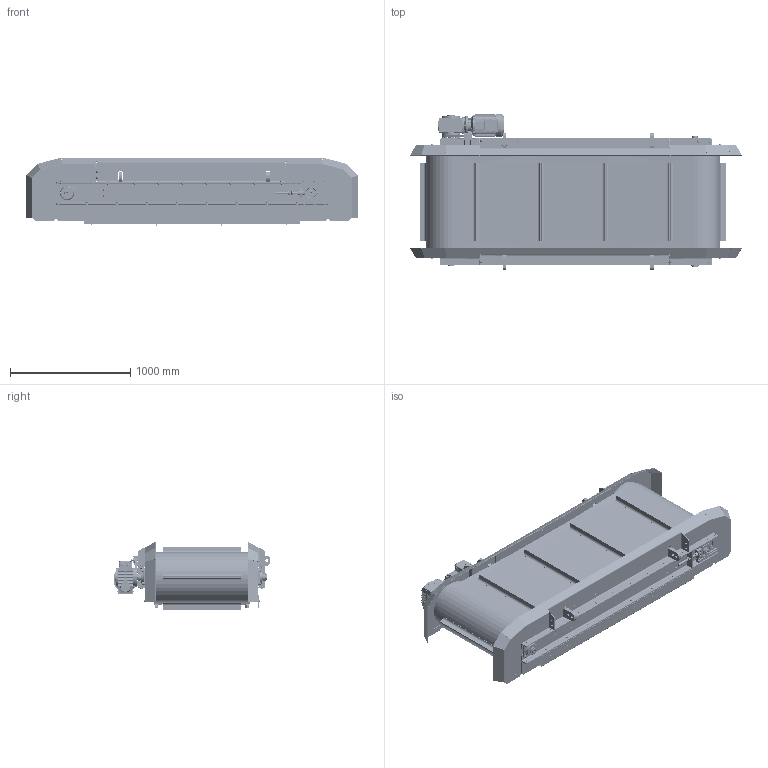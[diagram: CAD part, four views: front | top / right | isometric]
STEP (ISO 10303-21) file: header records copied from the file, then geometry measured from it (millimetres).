
FILE_DESCRIPTION(/* description */ (''),/* implementation_level */ '2;1');
FILE_NAME(/* name */ 'ROFC120341.stp',/* time_stamp */ '2022-05-04T11:36:42+02:00',/* author */ ('PH'),/* organization */ (''),/* preprocessor_version */ 'ST-DEVELOPER v18.1',/* originating_system */ 'Autodesk Inventor 2021',/* authorisation */ '');
FILE_SCHEMA (('AUTOMOTIVE_DESIGN { 1 0 10303 214 3 1 1 }'));
Length unit declared in the file: millimetre
Products named in the file (1): Součást2
Bounding box: 2764 x 1306 x 571.54 mm (x, y, z)
Volume: 170072940.7 mm3; surface area: 28855061.2 mm2
Topology: 32 solids, 158 shells, 8586 faces, 20132 edges, 12728 vertices
Faces by surface type: plane 4636, cylinder 2365, cone 1401, torus 75, bspline 71, sphere 38
Full cylindrical faces by diameter (mm): 1 x8, 3 x4, 5 x4, 6 x70, 6.647 x2, 7 x76, 7.323 x76, 8 x145, 8.376 x12, 8.4 x118, 8.5 x36, 8.57 x4, 9 x23, 9.188 x17, 9.7 x4, 10 x49, 10.4 x1, 10.5 x17, 11 x9, 11.053 x26, 11.4 x76, 12 x109, 13 x45, 13.5 x8, 13.835 x10, 14 x56, 14.5 x8, 15.4 x15, 16 x127, 16.2 x4
Entity records: 256730 total; most frequent: CARTESIAN_POINT 52499, DIRECTION 41404, ORIENTED_EDGE 40192, EDGE_CURVE 20096, AXIS2_PLACEMENT_3D 15691, VERTEX_POINT 12776, EDGE_LOOP 10097, LINE 10022
